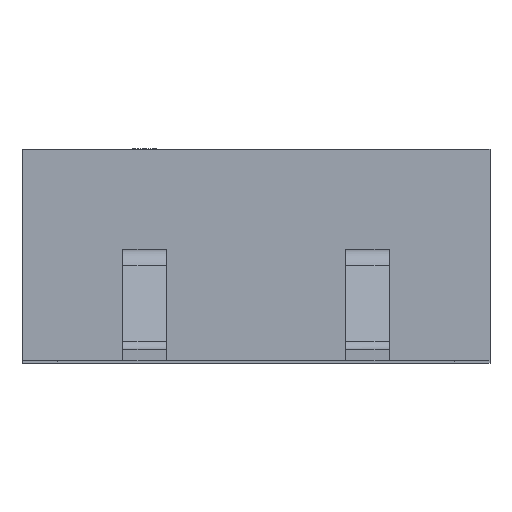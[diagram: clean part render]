
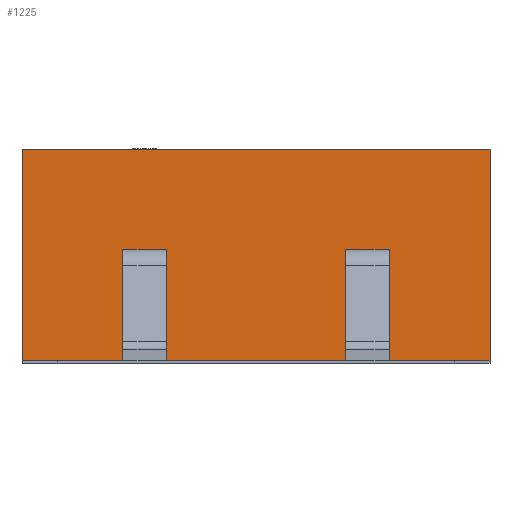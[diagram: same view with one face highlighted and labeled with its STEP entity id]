
A CAD part, front view. The second image highlights one B-rep face of the part: STEP entity #1225.
In plain terms, the highlighted planar face has unit normal (0, -1, 0).
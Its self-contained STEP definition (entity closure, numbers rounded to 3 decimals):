
#24 = CARTESIAN_POINT ( 'NONE',  ( 5.334, -4.826, 0. ) ) ;
#32 = VECTOR ( 'NONE', #232, 1000. ) ;
#84 = CARTESIAN_POINT ( 'NONE',  ( -5.334, -4.826, 4.826 ) ) ;
#112 = ORIENTED_EDGE ( 'NONE', *, *, #122, .T. ) ;
#122 = EDGE_CURVE ( 'NONE', #184, #877, #705, .T. ) ;
#184 = VERTEX_POINT ( 'NONE', #461 ) ;
#232 = DIRECTION ( 'NONE',  ( -1., 0., 0. ) ) ;
#324 = ORIENTED_EDGE ( 'NONE', *, *, #839, .F. ) ;
#356 = CARTESIAN_POINT ( 'NONE',  ( -5.334, -4.826, 0. ) ) ;
#361 = DIRECTION ( 'NONE',  ( 0., -1., 0. ) ) ;
#404 = CARTESIAN_POINT ( 'NONE',  ( -5.334, -4.826, 0. ) ) ;
#452 = VERTEX_POINT ( 'NONE', #24 ) ;
#461 = CARTESIAN_POINT ( 'NONE',  ( 5.334, -4.826, 4.826 ) ) ;
#658 = CARTESIAN_POINT ( 'NONE',  ( -5.334, -4.826, 0. ) ) ;
#705 = LINE ( 'NONE', #84, #1134 ) ;
#839 = EDGE_CURVE ( 'NONE', #1441, #877, #1656, .T. ) ;
#871 = EDGE_LOOP ( 'NONE', ( #112, #324, #1023, #1060 ) ) ;
#877 = VERTEX_POINT ( 'NONE', #1042 ) ;
#981 = EDGE_CURVE ( 'NONE', #452, #1441, #1414, .T. ) ;
#1023 = ORIENTED_EDGE ( 'NONE', *, *, #981, .F. ) ;
#1042 = CARTESIAN_POINT ( 'NONE',  ( -5.334, -4.826, 4.826 ) ) ;
#1060 = ORIENTED_EDGE ( 'NONE', *, *, #1582, .T. ) ;
#1134 = VECTOR ( 'NONE', #1547, 1000. ) ;
#1152 = LINE ( 'NONE', #1293, #1469 ) ;
#1171 = PLANE ( 'NONE',  #1602 ) ;
#1177 = DIRECTION ( 'NONE',  ( 0., 0., 1. ) ) ;
#1225 = ADVANCED_FACE ( 'NONE', ( #1694 ), #1171, .T. ) ;
#1274 = DIRECTION ( 'NONE',  ( 0., 0., -1. ) ) ;
#1279 = CARTESIAN_POINT ( 'NONE',  ( -5.334, -4.826, 0. ) ) ;
#1293 = CARTESIAN_POINT ( 'NONE',  ( 5.334, -4.826, 0. ) ) ;
#1414 = LINE ( 'NONE', #1279, #32 ) ;
#1437 = DIRECTION ( 'NONE',  ( 0., 0., 1. ) ) ;
#1441 = VERTEX_POINT ( 'NONE', #356 ) ;
#1469 = VECTOR ( 'NONE', #1437, 1000. ) ;
#1521 = VECTOR ( 'NONE', #1177, 1000. ) ;
#1547 = DIRECTION ( 'NONE',  ( -1., 0., 0. ) ) ;
#1582 = EDGE_CURVE ( 'NONE', #452, #184, #1152, .T. ) ;
#1602 = AXIS2_PLACEMENT_3D ( 'NONE', #658, #361, #1274 ) ;
#1656 = LINE ( 'NONE', #404, #1521 ) ;
#1694 = FACE_OUTER_BOUND ( 'NONE', #871, .T. ) ;
